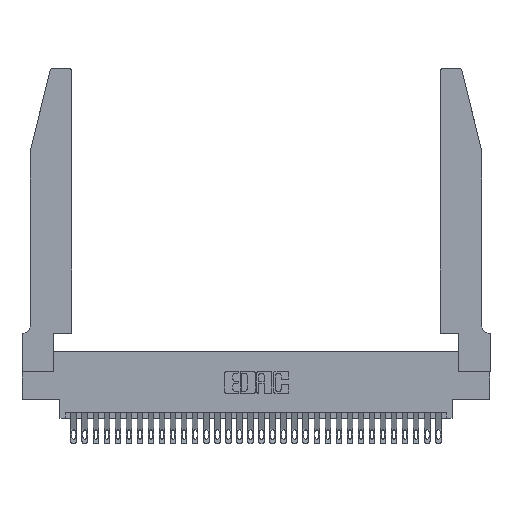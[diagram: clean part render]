
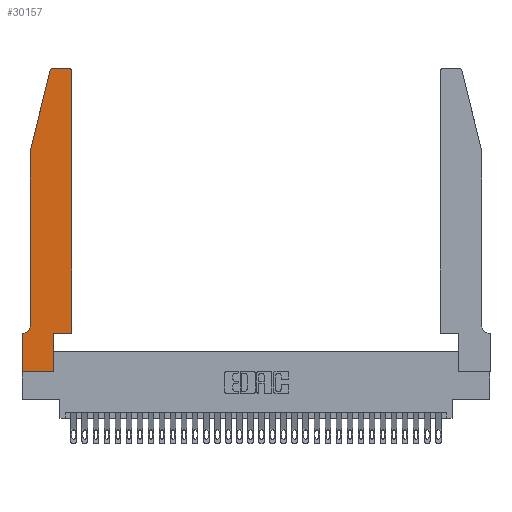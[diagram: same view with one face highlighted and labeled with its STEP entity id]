
A CAD part, top view. The second image highlights one B-rep face of the part: STEP entity #30157.
In plain terms, the highlighted planar face has unit normal (0, 0, 1).
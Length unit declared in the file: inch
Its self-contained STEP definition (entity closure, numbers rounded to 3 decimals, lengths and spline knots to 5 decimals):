
#360 = VECTOR ( 'NONE', #16051, 39.37008 ) ;
#568 = CARTESIAN_POINT ( 'NONE',  ( 0.0755, 2., 0.37 ) ) ;
#908 = LINE ( 'NONE', #7444, #6842 ) ;
#1482 = DIRECTION ( 'NONE',  ( 1., 0., 0. ) ) ;
#2770 = DIRECTION ( 'NONE',  ( 0., -1., 0. ) ) ;
#2785 = CARTESIAN_POINT ( 'NONE',  ( 0., 0., 0.37 ) ) ;
#3778 = EDGE_CURVE ( 'NONE', #21164, #4158, #15016, .T. ) ;
#3849 = LINE ( 'NONE', #31465, #28975 ) ;
#4158 = VERTEX_POINT ( 'NONE', #11313 ) ;
#4576 = DIRECTION ( 'NONE',  ( 0., 0., 1. ) ) ;
#4603 = CARTESIAN_POINT ( 'NONE',  ( 0.284, 2.72, 0.37 ) ) ;
#4974 = CARTESIAN_POINT ( 'NONE',  ( 0.2865, 0.35, 0.37 ) ) ;
#5922 = DIRECTION ( 'NONE',  ( 0., -1., 0. ) ) ;
#6189 = EDGE_CURVE ( 'NONE', #31501, #32797, #7972, .T. ) ;
#6438 = ORIENTED_EDGE ( 'NONE', *, *, #25394, .T. ) ;
#6842 = VECTOR ( 'NONE', #23577, 39.37008 ) ;
#7444 = CARTESIAN_POINT ( 'NONE',  ( 0., 0., 0.37 ) ) ;
#7740 = DIRECTION ( 'NONE',  ( 1., 0., 0. ) ) ;
#7972 = LINE ( 'NONE', #14960, #9182 ) ;
#8356 = CARTESIAN_POINT ( 'NONE',  ( 0.0755, 0.35, 0.37 ) ) ;
#8588 = LINE ( 'NONE', #10752, #16589 ) ;
#8632 = CARTESIAN_POINT ( 'NONE',  ( 0.0755, 0.42, 0.37 ) ) ;
#8649 = EDGE_CURVE ( 'NONE', #4158, #26475, #16913, .T. ) ;
#8769 = AXIS2_PLACEMENT_3D ( 'NONE', #19494, #32207, #9359 ) ;
#9182 = VECTOR ( 'NONE', #31614, 39.37008 ) ;
#9359 = DIRECTION ( 'NONE',  ( -1., 0., 0. ) ) ;
#9746 = ORIENTED_EDGE ( 'NONE', *, *, #22017, .T. ) ;
#10043 = CARTESIAN_POINT ( 'NONE',  ( 0.2865, 0., 0.37 ) ) ;
#10060 = EDGE_CURVE ( 'NONE', #17520, #20309, #908, .T. ) ;
#10692 = LINE ( 'NONE', #13503, #360 ) ;
#10752 = CARTESIAN_POINT ( 'NONE',  ( 0.4505, 0.35, 0.37 ) ) ;
#10911 = ORIENTED_EDGE ( 'NONE', *, *, #10060, .T. ) ;
#11313 = CARTESIAN_POINT ( 'NONE',  ( 0.25487, 2.72718, 0.37 ) ) ;
#11348 = AXIS2_PLACEMENT_3D ( 'NONE', #12789, #15555, #7740 ) ;
#11843 = ORIENTED_EDGE ( 'NONE', *, *, #8649, .T. ) ;
#11998 = DIRECTION ( 'NONE',  ( 1., 0., 0. ) ) ;
#12043 = VECTOR ( 'NONE', #27628, 39.37008 ) ;
#12173 = CARTESIAN_POINT ( 'NONE',  ( 0., 0.35, 0.37 ) ) ;
#12660 = EDGE_CURVE ( 'NONE', #32629, #17520, #3849, .T. ) ;
#12789 = CARTESIAN_POINT ( 'NONE',  ( 0., 0.35, 0.37 ) ) ;
#12910 = EDGE_CURVE ( 'NONE', #20309, #21028, #18798, .T. ) ;
#13316 = AXIS2_PLACEMENT_3D ( 'NONE', #4603, #20011, #11998 ) ;
#13372 = CARTESIAN_POINT ( 'NONE',  ( 0.4205, 2.75, 0.37 ) ) ;
#13503 = CARTESIAN_POINT ( 'NONE',  ( 0.2605, 2.75, 0.37 ) ) ;
#14768 = FACE_OUTER_BOUND ( 'NONE', #31959, .T. ) ;
#14960 = CARTESIAN_POINT ( 'NONE',  ( 0.4505, 0.35, 0.37 ) ) ;
#15016 = CIRCLE ( 'NONE', #13316, 0.03 ) ;
#15555 = DIRECTION ( 'NONE',  ( 0., 0., 1. ) ) ;
#16051 = DIRECTION ( 'NONE',  ( -1., 0., 0. ) ) ;
#16109 = VECTOR ( 'NONE', #26167, 39.37008 ) ;
#16118 = VECTOR ( 'NONE', #17527, 39.37008 ) ;
#16589 = VECTOR ( 'NONE', #1482, 39.37008 ) ;
#16913 = LINE ( 'NONE', #22516, #16118 ) ;
#17520 = VERTEX_POINT ( 'NONE', #2785 ) ;
#17527 = DIRECTION ( 'NONE',  ( -0.239, -0.971, 0. ) ) ;
#18026 = CARTESIAN_POINT ( 'NONE',  ( 0.4505, 0.35, 0.37 ) ) ;
#18798 = LINE ( 'NONE', #4974, #12043 ) ;
#19209 = ORIENTED_EDGE ( 'NONE', *, *, #31148, .T. ) ;
#19494 = CARTESIAN_POINT ( 'NONE',  ( 0.0055, 0.42, 0.37 ) ) ;
#20011 = DIRECTION ( 'NONE',  ( 0., 0., 1. ) ) ;
#20089 = DIRECTION ( 'NONE',  ( 1., 0., 0. ) ) ;
#20309 = VERTEX_POINT ( 'NONE', #10043 ) ;
#20496 = LINE ( 'NONE', #8356, #16109 ) ;
#21028 = VERTEX_POINT ( 'NONE', #28868 ) ;
#21164 = VERTEX_POINT ( 'NONE', #24088 ) ;
#21495 = ORIENTED_EDGE ( 'NONE', *, *, #26805, .T. ) ;
#22017 = EDGE_CURVE ( 'NONE', #29509, #30391, #25476, .T. ) ;
#22430 = VERTEX_POINT ( 'NONE', #13372 ) ;
#22516 = CARTESIAN_POINT ( 'NONE',  ( 0.0755, 2., 0.37 ) ) ;
#22559 = ORIENTED_EDGE ( 'NONE', *, *, #12910, .T. ) ;
#22819 = CARTESIAN_POINT ( 'NONE',  ( 0.4505, 2.72, 0.37 ) ) ;
#22869 = VECTOR ( 'NONE', #2770, 39.37008 ) ;
#23441 = EDGE_CURVE ( 'NONE', #32797, #22430, #32153, .T. ) ;
#23577 = DIRECTION ( 'NONE',  ( 1., 0., 0. ) ) ;
#24088 = CARTESIAN_POINT ( 'NONE',  ( 0.284, 2.75, 0.37 ) ) ;
#25394 = EDGE_CURVE ( 'NONE', #26475, #29509, #31688, .T. ) ;
#25476 = CIRCLE ( 'NONE', #8769, 0.07 ) ;
#26167 = DIRECTION ( 'NONE',  ( -1., 0., 0. ) ) ;
#26475 = VERTEX_POINT ( 'NONE', #29978 ) ;
#26691 = ORIENTED_EDGE ( 'NONE', *, *, #3778, .T. ) ;
#26805 = EDGE_CURVE ( 'NONE', #30391, #32629, #20496, .T. ) ;
#27628 = DIRECTION ( 'NONE',  ( 0., 1., 0. ) ) ;
#28178 = ORIENTED_EDGE ( 'NONE', *, *, #6189, .T. ) ;
#28868 = CARTESIAN_POINT ( 'NONE',  ( 0.2865, 0.35, 0.37 ) ) ;
#28881 = CARTESIAN_POINT ( 'NONE',  ( 0.0055, 0.35, 0.37 ) ) ;
#28975 = VECTOR ( 'NONE', #5922, 39.37008 ) ;
#29312 = ORIENTED_EDGE ( 'NONE', *, *, #12660, .T. ) ;
#29509 = VERTEX_POINT ( 'NONE', #8632 ) ;
#29511 = ORIENTED_EDGE ( 'NONE', *, *, #32348, .T. ) ;
#29978 = CARTESIAN_POINT ( 'NONE',  ( 0.0755, 2., 0.37 ) ) ;
#30001 = CARTESIAN_POINT ( 'NONE',  ( 0.4205, 2.72, 0.37 ) ) ;
#30157 = ADVANCED_FACE ( 'NONE', ( #14768 ), #31036, .T. ) ;
#30391 = VERTEX_POINT ( 'NONE', #28881 ) ;
#30452 = AXIS2_PLACEMENT_3D ( 'NONE', #30001, #4576, #20089 ) ;
#31036 = PLANE ( 'NONE',  #11348 ) ;
#31148 = EDGE_CURVE ( 'NONE', #22430, #21164, #10692, .T. ) ;
#31325 = ORIENTED_EDGE ( 'NONE', *, *, #23441, .T. ) ;
#31465 = CARTESIAN_POINT ( 'NONE',  ( 0., 0., 0.37 ) ) ;
#31501 = VERTEX_POINT ( 'NONE', #18026 ) ;
#31614 = DIRECTION ( 'NONE',  ( 0., 1., 0. ) ) ;
#31688 = LINE ( 'NONE', #568, #22869 ) ;
#31959 = EDGE_LOOP ( 'NONE', ( #19209, #26691, #11843, #6438, #9746, #21495, #29312, #10911, #22559, #29511, #28178, #31325 ) ) ;
#32153 = CIRCLE ( 'NONE', #30452, 0.03 ) ;
#32207 = DIRECTION ( 'NONE',  ( 0., 0., -1. ) ) ;
#32348 = EDGE_CURVE ( 'NONE', #21028, #31501, #8588, .T. ) ;
#32629 = VERTEX_POINT ( 'NONE', #12173 ) ;
#32797 = VERTEX_POINT ( 'NONE', #22819 ) ;
